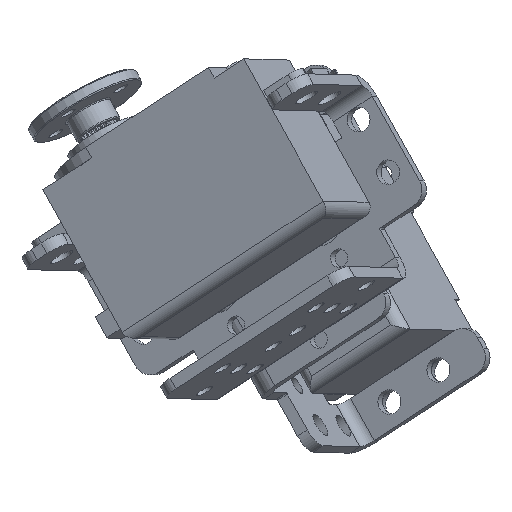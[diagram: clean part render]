
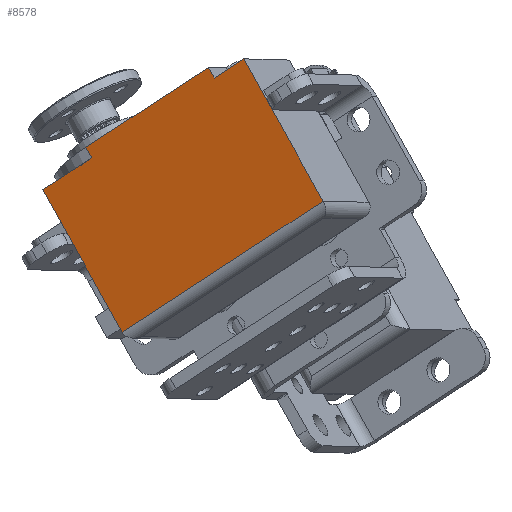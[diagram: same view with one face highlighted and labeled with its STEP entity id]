
A CAD part, front view. The second image highlights one B-rep face of the part: STEP entity #8578.
In plain terms, the highlighted planar face has unit normal (-0.373, -0.928, 0.01).
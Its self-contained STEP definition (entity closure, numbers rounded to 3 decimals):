
#934=LINE('',#13620,#1680);
#1017=LINE('',#13869,#1763);
#1024=LINE('',#13886,#1770);
#1026=LINE('',#13896,#1772);
#1028=LINE('',#13900,#1774);
#1031=LINE('',#13907,#1777);
#1076=LINE('',#13989,#1822);
#1083=LINE('',#14003,#1829);
#1680=VECTOR('',#11148,1000.);
#1763=VECTOR('',#11403,1000.);
#1770=VECTOR('',#11418,1000.);
#1772=VECTOR('',#11430,1000.);
#1774=VECTOR('',#11434,1000.);
#1777=VECTOR('',#11441,1000.);
#1822=VECTOR('',#11522,1000.);
#1829=VECTOR('',#11539,1000.);
#2304=FACE_OUTER_BOUND('',#2900,.T.);
#2900=EDGE_LOOP('',(#7268,#7269,#7270,#7271,#7272,#7273,#7274,#7275));
#4011=VERTEX_POINT('',#13613);
#4013=VERTEX_POINT('',#13619);
#4092=VERTEX_POINT('',#13866);
#4093=VERTEX_POINT('',#13868);
#4099=VERTEX_POINT('',#13884);
#4102=VERTEX_POINT('',#13894);
#4103=VERTEX_POINT('',#13898);
#4105=VERTEX_POINT('',#13906);
#5023=EDGE_CURVE('',#4011,#4013,#934,.T.);
#5142=EDGE_CURVE('',#4093,#4092,#1017,.T.);
#5151=EDGE_CURVE('',#4099,#4092,#1024,.T.);
#5156=EDGE_CURVE('',#4102,#4099,#1026,.T.);
#5158=EDGE_CURVE('',#4103,#4102,#1028,.T.);
#5161=EDGE_CURVE('',#4093,#4105,#1031,.T.);
#5206=EDGE_CURVE('',#4013,#4103,#1076,.T.);
#5213=EDGE_CURVE('',#4011,#4105,#1083,.T.);
#7268=ORIENTED_EDGE('',*,*,#5023,.F.);
#7269=ORIENTED_EDGE('',*,*,#5213,.T.);
#7270=ORIENTED_EDGE('',*,*,#5161,.F.);
#7271=ORIENTED_EDGE('',*,*,#5142,.T.);
#7272=ORIENTED_EDGE('',*,*,#5151,.F.);
#7273=ORIENTED_EDGE('',*,*,#5156,.F.);
#7274=ORIENTED_EDGE('',*,*,#5158,.F.);
#7275=ORIENTED_EDGE('',*,*,#5206,.F.);
#7952=PLANE('',#9350);
#8578=ADVANCED_FACE('',(#2304),#7952,.T.);
#9350=AXIS2_PLACEMENT_3D('',#14004,#11540,#11541);
#11148=DIRECTION('',(-0.795,0.314,-0.519));
#11403=DIRECTION('',(-0.478,0.201,0.855));
#11418=DIRECTION('',(0.795,-0.314,0.519));
#11430=DIRECTION('',(-0.478,0.201,0.855));
#11434=DIRECTION('',(0.795,-0.314,0.519));
#11441=DIRECTION('',(0.795,-0.314,0.519));
#11522=DIRECTION('',(-0.478,0.201,0.855));
#11539=DIRECTION('',(-0.478,0.201,0.855));
#11540=DIRECTION('center_axis',(-0.373,-0.928,0.01));
#11541=DIRECTION('ref_axis',(0.795,-0.314,0.519));
#13613=CARTESIAN_POINT('',(16.626,251.522,55.185));
#13619=CARTESIAN_POINT('',(-15.979,264.394,33.919));
#13620=CARTESIAN_POINT('',(-7.827,261.176,39.235));
#13866=CARTESIAN_POINT('',(-2.011,259.244,76.865));
#13868=CARTESIAN_POINT('',(-1.054,258.842,75.155));
#13869=CARTESIAN_POINT('',(-1.054,258.842,75.155));
#13884=CARTESIAN_POINT('',(-21.892,267.093,63.898));
#13886=CARTESIAN_POINT('',(-21.892,267.093,63.898));
#13894=CARTESIAN_POINT('',(-20.935,266.69,62.188));
#13896=CARTESIAN_POINT('',(-20.935,266.69,62.188));
#13898=CARTESIAN_POINT('',(-28.888,269.83,57.001));
#13900=CARTESIAN_POINT('',(3.717,256.958,78.267));
#13906=CARTESIAN_POINT('',(3.717,256.958,78.267));
#13907=CARTESIAN_POINT('',(3.717,256.958,78.267));
#13989=CARTESIAN_POINT('',(-15.022,263.991,32.209));
#14003=CARTESIAN_POINT('',(17.583,251.12,53.475));
#14004=CARTESIAN_POINT('Origin',(-15.022,263.991,32.209));
